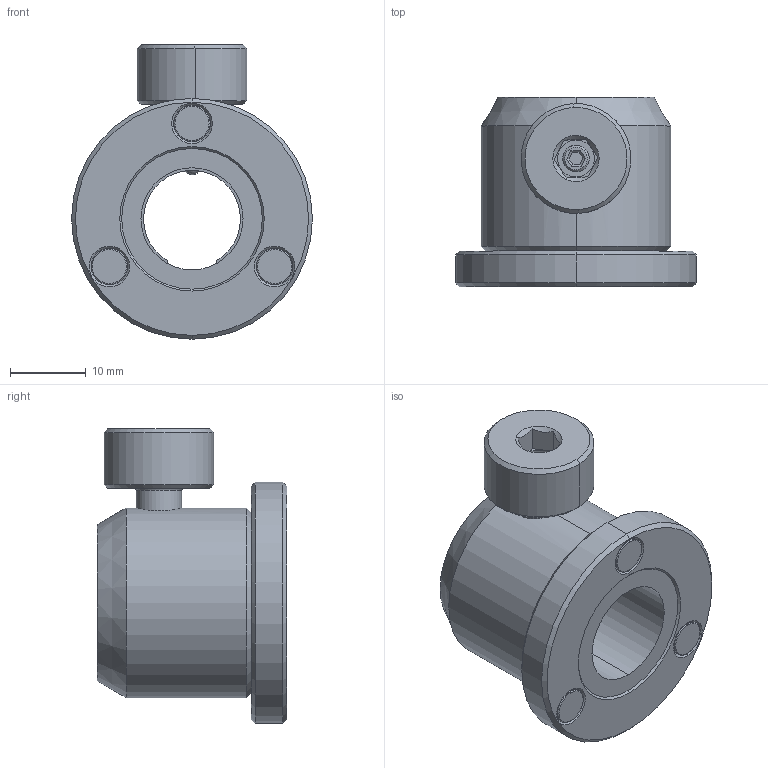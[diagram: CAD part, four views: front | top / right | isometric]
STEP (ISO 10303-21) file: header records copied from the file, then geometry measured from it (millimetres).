
FILE_DESCRIPTION (( 'STEP AP214' ), '1' );
FILE_NAME ('524000.STEP', '2019-10-15T07:36:17', ( '' ), ( '' ), 'SwSTEP 2.0', 'SolidWorks 2016', '' );
FILE_SCHEMA (( 'AUTOMOTIVE_DESIGN' ));
Length unit declared in the file: millimetre
Products named in the file (1): 524000
Bounding box: 31.75 x 25 x 38.82 mm (x, y, z)
Volume: 11016.8 mm3; surface area: 7102.7 mm2
Topology: 9 solids, 9 shells, 183 faces, 398 edges, 245 vertices
Faces by surface type: cylinder 69, plane 55, cone 40, torus 14, bspline 3, sphere 2
Entity records: 8378 total; most frequent: CARTESIAN_POINT 2290, DIRECTION 865, ORIENTED_EDGE 788, EDGE_CURVE 394, AXIS2_PLACEMENT_3D 351, VERTEX_POINT 243, EDGE_LOOP 205, UNCERTAINTY_MEASURE_WITH_UNIT 194
